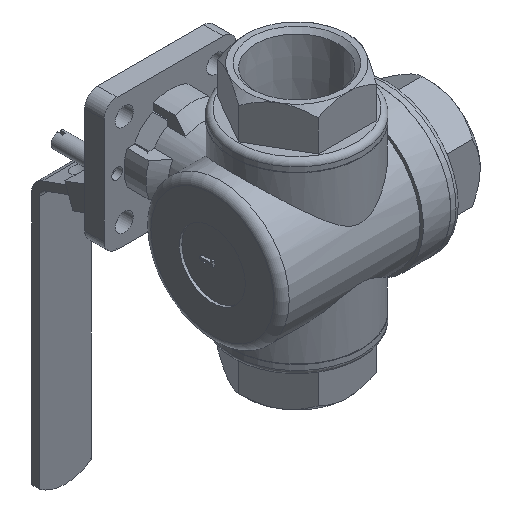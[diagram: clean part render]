
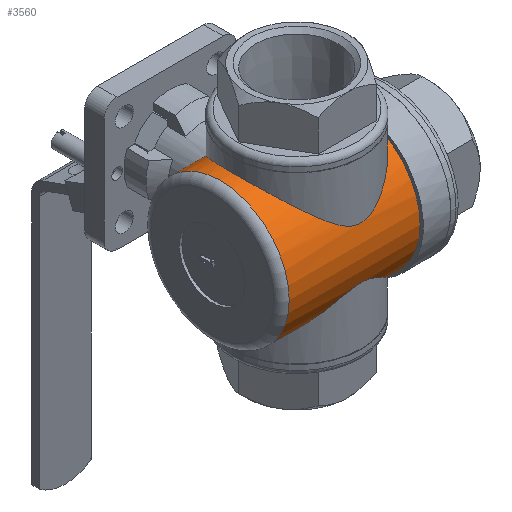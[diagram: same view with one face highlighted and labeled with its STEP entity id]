
A CAD part, isometric view. The second image highlights one B-rep face of the part: STEP entity #3560.
In plain terms, the highlighted cylindrical face has radius 26.75 mm (diameter 53.5 mm), a full revolution.
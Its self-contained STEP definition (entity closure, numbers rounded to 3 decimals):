
#57=B_SPLINE_CURVE_WITH_KNOTS('',3,(#5458,#5459,#5460,#5461,#5462,#5463,
#5464,#5465,#5466,#5467,#5468,#5469,#5470,#5471,#5472,#5473,#5474,#5475,
#5476,#5477,#5478,#5479,#5480,#5481,#5482,#5483,#5484,#5485,#5486),
 .UNSPECIFIED.,.F.,.F.,(4,1,1,1,1,1,1,1,1,1,1,1,1,1,1,1,1,1,1,1,1,1,1,1,
1,1,4),(0.,0.007,0.013,0.017,0.02,
0.023,0.027,0.03,0.034,
0.037,0.04,0.047,0.05,
0.054,0.057,0.06,0.064,
0.067,0.07,0.074,0.077,
0.08,0.087,0.094,0.097,
0.101,0.107),.UNSPECIFIED.);
#59=B_SPLINE_CURVE_WITH_KNOTS('',3,(#5506,#5507,#5508,#5509,#5510,#5511,
#5512,#5513,#5514),.UNSPECIFIED.,.F.,.F.,(4,1,1,1,1,1,4),(0.006,
0.014,0.017,0.021,0.025,
0.028,0.036),.UNSPECIFIED.);
#60=B_SPLINE_CURVE_WITH_KNOTS('',3,(#5516,#5517,#5518,#5519,#5520,#5521,
#5522,#5523,#5524,#5525,#5526,#5527,#5528,#5529,#5530,#5531,#5532,#5533,
#5534,#5535,#5536,#5537,#5538,#5539,#5540,#5541,#5542,#5543,#5544,#5545),
 .UNSPECIFIED.,.F.,.F.,(4,1,1,1,1,1,1,1,1,1,1,1,1,1,1,1,1,1,1,1,1,1,1,1,
1,1,1,4),(0.034,0.038,0.041,0.048,
0.051,0.055,0.061,0.065,
0.068,0.071,0.075,0.081,
0.088,0.091,0.095,0.098,
0.102,0.105,0.108,0.112,
0.115,0.118,0.122,0.125,
0.128,0.132,0.135,0.142),
 .UNSPECIFIED.);
#153=CYLINDRICAL_SURFACE('',#3870,26.75);
#237=CIRCLE('',#3871,26.75);
#238=CIRCLE('',#3872,26.75);
#488=ORIENTED_EDGE('',*,*,#1482,.T.);
#489=ORIENTED_EDGE('',*,*,#1487,.F.);
#490=ORIENTED_EDGE('',*,*,#1488,.T.);
#491=ORIENTED_EDGE('',*,*,#1489,.F.);
#492=ORIENTED_EDGE('',*,*,#1490,.T.);
#1482=EDGE_CURVE('',#1969,#1968,#57,.T.);
#1487=EDGE_CURVE('',#1973,#1968,#59,.T.);
#1488=EDGE_CURVE('',#1973,#1974,#60,.T.);
#1489=EDGE_CURVE('',#1969,#1974,#237,.T.);
#1490=EDGE_CURVE('',#1975,#1975,#238,.T.);
#1968=VERTEX_POINT('',#5457);
#1969=VERTEX_POINT('',#5487);
#1973=VERTEX_POINT('',#5515);
#1974=VERTEX_POINT('',#5546);
#1975=VERTEX_POINT('',#5549);
#2888=EDGE_LOOP('',(#488,#489,#490,#491));
#2889=EDGE_LOOP('',(#492));
#3168=FACE_BOUND('',#2888,.T.);
#3169=FACE_BOUND('',#2889,.T.);
#3560=ADVANCED_FACE('',(#3168,#3169),#153,.T.);
#3870=AXIS2_PLACEMENT_3D('',#5505,#4369,#4370);
#3871=AXIS2_PLACEMENT_3D('',#5547,#4371,#4372);
#3872=AXIS2_PLACEMENT_3D('',#5548,#4373,#4374);
#4369=DIRECTION('',(1.,0.,0.));
#4370=DIRECTION('',(0.,0.,-1.));
#4371=DIRECTION('',(1.,0.,0.));
#4372=DIRECTION('',(0.,0.,-1.));
#4373=DIRECTION('',(1.,0.,0.));
#4374=DIRECTION('',(0.,0.,-1.));
#5457=CARTESIAN_POINT('',(-6.017,24.059,11.693));
#5458=CARTESIAN_POINT('',(20.9,-13.35,23.18));
#5459=CARTESIAN_POINT('',(19.799,-15.074,22.188));
#5460=CARTESIAN_POINT('',(17.314,-18.057,19.974));
#5461=CARTESIAN_POINT('',(13.55,-20.917,16.804));
#5462=CARTESIAN_POINT('',(10.254,-22.639,14.305));
#5463=CARTESIAN_POINT('',(7.589,-23.671,12.511));
#5464=CARTESIAN_POINT('',(4.655,-24.427,10.937));
#5465=CARTESIAN_POINT('',(1.394,-24.839,9.93));
#5466=CARTESIAN_POINT('',(-2.059,-24.792,10.054));
#5467=CARTESIAN_POINT('',(-5.254,-24.302,11.217));
#5468=CARTESIAN_POINT('',(-8.109,-23.497,12.837));
#5469=CARTESIAN_POINT('',(-11.636,-22.041,15.282));
#5470=CARTESIAN_POINT('',(-14.752,-20.09,17.809));
#5471=CARTESIAN_POINT('',(-17.61,-17.542,20.256));
#5472=CARTESIAN_POINT('',(-19.535,-15.371,21.953));
#5473=CARTESIAN_POINT('',(-21.25,-12.909,23.493));
#5474=CARTESIAN_POINT('',(-22.712,-10.126,24.825));
#5475=CARTESIAN_POINT('',(-23.83,-7.125,25.853));
#5476=CARTESIAN_POINT('',(-24.575,-3.85,26.542));
#5477=CARTESIAN_POINT('',(-24.871,-0.53,26.816));
#5478=CARTESIAN_POINT('',(-24.708,2.898,26.664));
#5479=CARTESIAN_POINT('',(-24.097,6.164,26.099));
#5480=CARTESIAN_POINT('',(-22.729,10.328,24.839));
#5481=CARTESIAN_POINT('',(-20.159,14.848,22.498));
#5482=CARTESIAN_POINT('',(-16.861,18.357,19.591));
#5483=CARTESIAN_POINT('',(-13.851,20.635,17.08));
#5484=CARTESIAN_POINT('',(-10.656,22.527,14.57));
#5485=CARTESIAN_POINT('',(-7.98,23.568,12.703));
#5486=CARTESIAN_POINT('',(-6.017,24.059,11.693));
#5487=CARTESIAN_POINT('',(20.9,-13.35,23.18));
#5505=CARTESIAN_POINT('',(35.5,0.,0.));
#5506=CARTESIAN_POINT('',(-6.017,24.059,-11.693));
#5507=CARTESIAN_POINT('',(-8.136,24.589,-10.602));
#5508=CARTESIAN_POINT('',(-10.835,25.654,-8.103));
#5509=CARTESIAN_POINT('',(-12.799,26.575,-3.682));
#5510=CARTESIAN_POINT('',(-13.323,26.837,-0.02));
#5511=CARTESIAN_POINT('',(-12.807,26.579,3.661));
#5512=CARTESIAN_POINT('',(-10.833,25.653,8.112));
#5513=CARTESIAN_POINT('',(-8.135,24.589,10.603));
#5514=CARTESIAN_POINT('',(-6.017,24.059,11.693));
#5515=CARTESIAN_POINT('',(-6.017,24.059,-11.693));
#5516=CARTESIAN_POINT('',(-6.017,24.059,-11.693));
#5517=CARTESIAN_POINT('',(-6.994,23.815,-12.196));
#5518=CARTESIAN_POINT('',(-8.868,23.22,-13.336));
#5519=CARTESIAN_POINT('',(-12.301,21.674,-15.803));
#5520=CARTESIAN_POINT('',(-15.378,19.618,-18.333));
#5521=CARTESIAN_POINT('',(-18.167,16.965,-20.742));
#5522=CARTESIAN_POINT('',(-20.654,13.974,-22.948));
#5523=CARTESIAN_POINT('',(-22.716,10.349,-24.827));
#5524=CARTESIAN_POINT('',(-24.081,6.23,-26.084));
#5525=CARTESIAN_POINT('',(-24.702,2.934,-26.659));
#5526=CARTESIAN_POINT('',(-24.873,-0.424,-26.818));
#5527=CARTESIAN_POINT('',(-24.484,-4.955,-26.457));
#5528=CARTESIAN_POINT('',(-22.889,-10.237,-24.982));
#5529=CARTESIAN_POINT('',(-20.186,-14.638,-22.527));
#5530=CARTESIAN_POINT('',(-17.625,-17.526,-20.269));
#5531=CARTESIAN_POINT('',(-15.487,-19.439,-18.436));
#5532=CARTESIAN_POINT('',(-13.194,-21.06,-16.551));
#5533=CARTESIAN_POINT('',(-10.751,-22.408,-14.667));
#5534=CARTESIAN_POINT('',(-8.101,-23.5,-12.831));
#5535=CARTESIAN_POINT('',(-5.225,-24.308,-11.203));
#5536=CARTESIAN_POINT('',(-2.047,-24.792,-10.052));
#5537=CARTESIAN_POINT('',(1.405,-24.838,-9.932));
#5538=CARTESIAN_POINT('',(4.655,-24.427,-10.937));
#5539=CARTESIAN_POINT('',(7.583,-23.672,-12.507));
#5540=CARTESIAN_POINT('',(10.238,-22.646,-14.293));
#5541=CARTESIAN_POINT('',(12.724,-21.348,-16.177));
#5542=CARTESIAN_POINT('',(15.052,-19.776,-18.072));
#5543=CARTESIAN_POINT('',(17.903,-17.342,-20.499));
#5544=CARTESIAN_POINT('',(19.803,-15.068,-22.191));
#5545=CARTESIAN_POINT('',(20.9,-13.35,-23.18));
#5546=CARTESIAN_POINT('',(20.9,-13.35,-23.18));
#5547=CARTESIAN_POINT('',(20.9,0.,0.));
#5548=CARTESIAN_POINT('',(-29.7,0.,0.));
#5549=CARTESIAN_POINT('',(-29.7,0.,-26.75));
